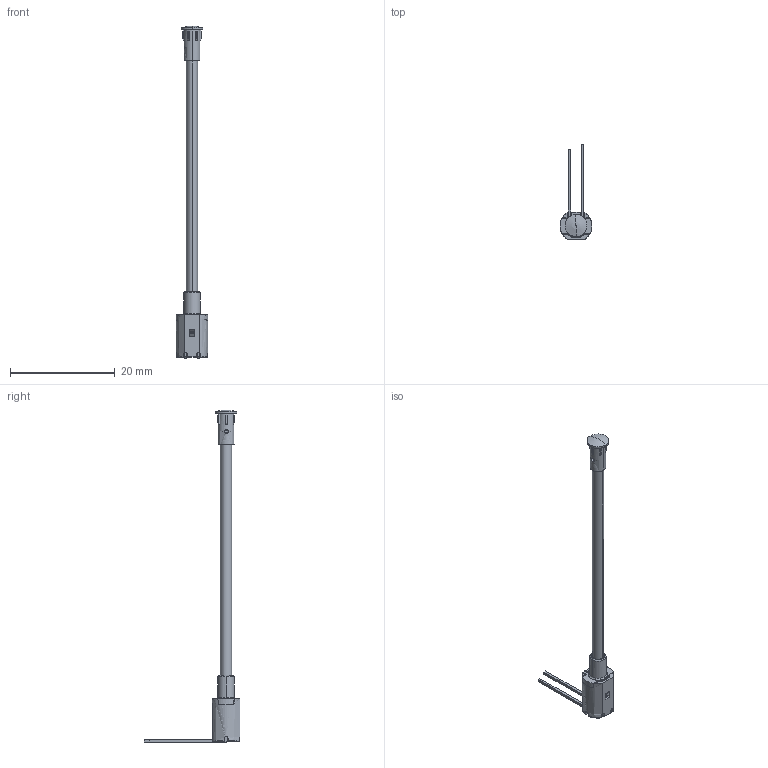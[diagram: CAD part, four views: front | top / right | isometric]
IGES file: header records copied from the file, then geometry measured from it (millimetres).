
Start section: SolidWorks IGES file using analytic representation for surfaces
Global section: file name: FLPRX.X-XX.IGS; native system: SolidWorks 2012; preprocessor: SolidWorks 2012; author: sraja; date: 120801.145404; units: inch
Bounding box: 6.1 x 18.32 x 63.36 mm (x, y, z)
Surface area: 1037.6 mm2 (no closed solid volume)
Topology: 0 solids, 0 shells, 535 faces, 4104 edges, 4049 vertices
Faces by surface type: bspline 369, revolution 166
